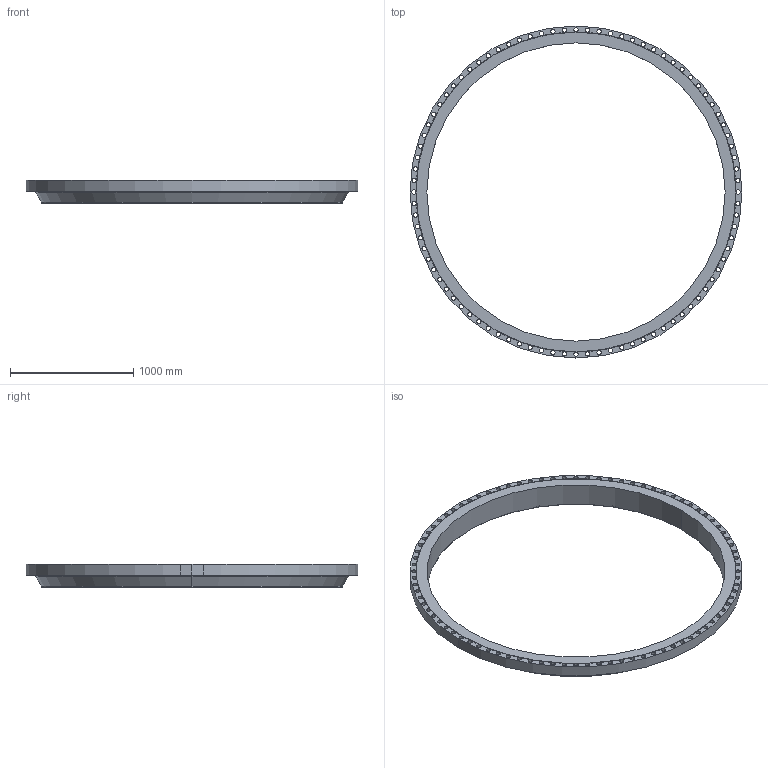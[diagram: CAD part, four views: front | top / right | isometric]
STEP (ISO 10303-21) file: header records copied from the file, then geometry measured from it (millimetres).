
FILE_DESCRIPTION (( 'STEP AP203' ), '1' );
FILE_NAME ('96_CL175_B161_RF_WNF_OB_STD.STEP', '2024-01-18T11:09:35', ( '' ), ( '' ), 'SwSTEP 2.0', 'SolidWorks 2023', '' );
FILE_SCHEMA (( 'CONFIG_CONTROL_DESIGN' ));
Length unit declared in the file: inch
Products named in the file (1): 96_CL175_B161_RF_WNF_OB_STD
Bounding box: 2692.4 x 2692.4 x 192.09 mm (x, y, z)
Volume: 115859610 mm3; surface area: 5565923.8 mm2
Topology: 1 solids, 1 shells, 194 faces, 736 edges, 458 vertices
Faces by surface type: cylinder 184, cone 4, plane 4, torus 2
Entity records: 8439 total; most frequent: DIRECTION 1674, ORIENTED_EDGE 1472, CARTESIAN_POINT 1389, AXIS2_PLACEMENT_3D 743, EDGE_CURVE 736, CIRCLE 548, VERTEX_POINT 458, EDGE_LOOP 286
